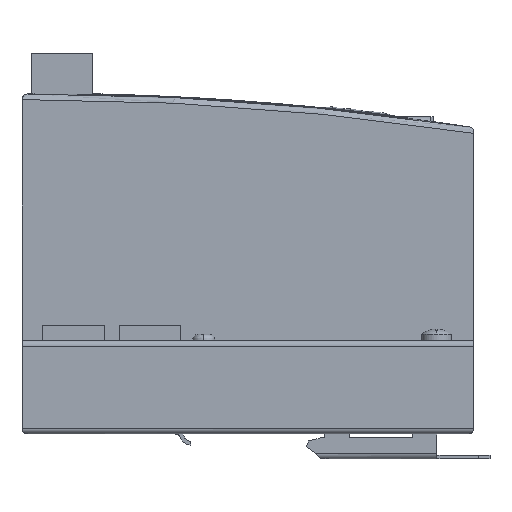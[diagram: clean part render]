
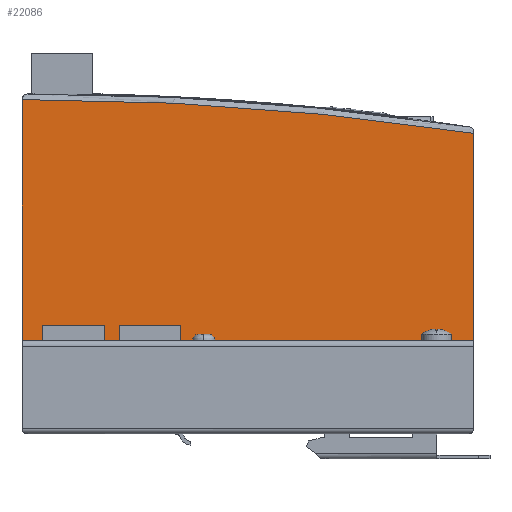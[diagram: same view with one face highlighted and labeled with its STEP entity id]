
A CAD part, left-side view. The second image highlights one B-rep face of the part: STEP entity #22086.
In plain terms, the highlighted planar face has unit normal (-1, 0, 0).
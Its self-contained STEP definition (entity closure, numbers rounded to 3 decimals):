
#180=DIRECTION('',(0.,1.,0.));
#181=VECTOR('',#180,121.);
#182=CARTESIAN_POINT('',(-82.,0.,25.));
#183=LINE('',#182,#181);
#184=DIRECTION('',(0.,0.,-1.));
#185=VECTOR('',#184,64.501);
#186=CARTESIAN_POINT('',(-82.,121.,89.501));
#187=LINE('',#186,#185);
#188=CARTESIAN_POINT('',(-82.,119.669,-708.999));
#189=DIRECTION('',(-1.,0.,0.));
#190=DIRECTION('',(0.,-0.15,0.989));
#191=AXIS2_PLACEMENT_3D('',#188,#189,#190);
#193=DIRECTION('',(0.,0.,1.));
#194=VECTOR('',#193,55.483);
#195=CARTESIAN_POINT('',(-82.,0.,25.));
#196=LINE('',#195,#194);
#21840=CARTESIAN_POINT('',(-82.,0.,80.483));
#21841=CARTESIAN_POINT('',(-82.,121.,89.5));
#21842=VERTEX_POINT('',#21840);
#21843=VERTEX_POINT('',#21841);
#21999=CARTESIAN_POINT('',(-82.,0.,25.));
#22000=CARTESIAN_POINT('',(-82.,121.,25.));
#22001=VERTEX_POINT('',#21999);
#22002=VERTEX_POINT('',#22000);
#22072=CARTESIAN_POINT('',(-82.,61.781,43.749));
#22073=DIRECTION('',(1.,0.,0.));
#22074=DIRECTION('',(0.,1.,0.));
#22075=AXIS2_PLACEMENT_3D('',#22072,#22073,#22074);
#22076=PLANE('',#22075);
#22078=ORIENTED_EDGE('',*,*,#22077,.T.);
#22079=ORIENTED_EDGE('',*,*,#22031,.F.);
#22081=ORIENTED_EDGE('',*,*,#22080,.F.);
#22083=ORIENTED_EDGE('',*,*,#22082,.F.);
#22084=EDGE_LOOP('',(#22078,#22079,#22081,#22083));
#22085=FACE_OUTER_BOUND('',#22084,.F.);
#22086=ADVANCED_FACE('',(#22085),#22076,.F.);
#192=CIRCLE('',#191,798.5);
#22031=EDGE_CURVE('',#21843,#22002,#187,.T.);
#22077=EDGE_CURVE('',#22001,#22002,#183,.T.);
#22080=EDGE_CURVE('',#21842,#21843,#192,.T.);
#22082=EDGE_CURVE('',#22001,#21842,#196,.T.);
